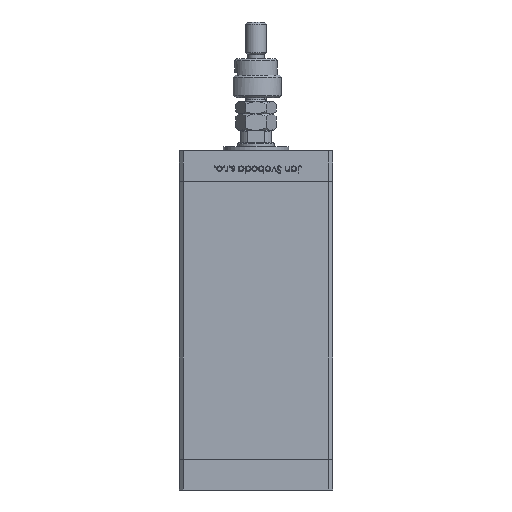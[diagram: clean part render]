
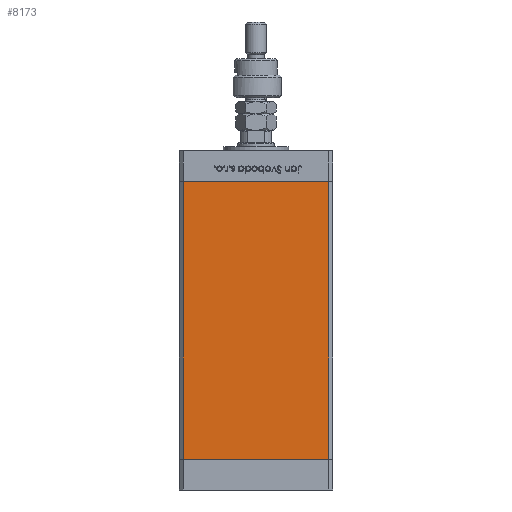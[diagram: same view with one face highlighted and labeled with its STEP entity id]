
A CAD part, front view. The second image highlights one B-rep face of the part: STEP entity #8173.
In plain terms, the highlighted planar face has unit normal (0, -1, 0).
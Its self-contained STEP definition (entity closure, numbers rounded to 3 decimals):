
#451 = VECTOR ( 'NONE', #25541, 1000. ) ;
#2304 = CARTESIAN_POINT ( 'NONE',  ( -35.5, -32.5, 136. ) ) ;
#4456 = VECTOR ( 'NONE', #22246, 1000. ) ;
#4487 = ORIENTED_EDGE ( 'NONE', *, *, #41955, .F. ) ;
#8173 = ADVANCED_FACE ( 'NONE', ( #28955 ), #33373, .F. ) ;
#8728 = LINE ( 'NONE', #29131, #451 ) ;
#10879 = CARTESIAN_POINT ( 'NONE',  ( 35.5, -32.5, 136. ) ) ;
#12541 = EDGE_CURVE ( 'NONE', #46160, #24132, #8728, .T. ) ;
#13305 = CARTESIAN_POINT ( 'NONE',  ( -35.5, -32.5, 0. ) ) ;
#13534 = VERTEX_POINT ( 'NONE', #10879 ) ;
#14406 = AXIS2_PLACEMENT_3D ( 'NONE', #41399, #20681, #24274 ) ;
#14484 = CARTESIAN_POINT ( 'NONE',  ( 35.5, -32.5, 136. ) ) ;
#15436 = VECTOR ( 'NONE', #17297, 1000. ) ;
#17297 = DIRECTION ( 'NONE',  ( 0., 0., -1. ) ) ;
#18076 = EDGE_CURVE ( 'NONE', #22387, #46160, #47861, .T. ) ;
#19253 = EDGE_CURVE ( 'NONE', #22387, #13534, #52553, .T. ) ;
#20681 = DIRECTION ( 'NONE',  ( 0., 1., 0. ) ) ;
#20952 = ORIENTED_EDGE ( 'NONE', *, *, #19253, .F. ) ;
#22246 = DIRECTION ( 'NONE',  ( 0., 0., -1. ) ) ;
#22274 = ORIENTED_EDGE ( 'NONE', *, *, #12541, .T. ) ;
#22387 = VERTEX_POINT ( 'NONE', #45687 ) ;
#24132 = VERTEX_POINT ( 'NONE', #47024 ) ;
#24274 = DIRECTION ( 'NONE',  ( 0., 0., 1. ) ) ;
#25541 = DIRECTION ( 'NONE',  ( 1., 0., 0. ) ) ;
#28955 = FACE_OUTER_BOUND ( 'NONE', #51185, .T. ) ;
#29131 = CARTESIAN_POINT ( 'NONE',  ( -35.5, -32.5, 0. ) ) ;
#29708 = CARTESIAN_POINT ( 'NONE',  ( -35.5, -32.5, 136. ) ) ;
#33373 = PLANE ( 'NONE',  #14406 ) ;
#39613 = LINE ( 'NONE', #14484, #4456 ) ;
#41399 = CARTESIAN_POINT ( 'NONE',  ( -35.5, -32.5, 136. ) ) ;
#41935 = VECTOR ( 'NONE', #48686, 1000. ) ;
#41955 = EDGE_CURVE ( 'NONE', #13534, #24132, #39613, .T. ) ;
#45687 = CARTESIAN_POINT ( 'NONE',  ( -35.5, -32.5, 136. ) ) ;
#46160 = VERTEX_POINT ( 'NONE', #13305 ) ;
#47024 = CARTESIAN_POINT ( 'NONE',  ( 35.5, -32.5, 0. ) ) ;
#47861 = LINE ( 'NONE', #29708, #15436 ) ;
#48686 = DIRECTION ( 'NONE',  ( 1., 0., 0. ) ) ;
#51185 = EDGE_LOOP ( 'NONE', ( #22274, #4487, #20952, #51429 ) ) ;
#51429 = ORIENTED_EDGE ( 'NONE', *, *, #18076, .T. ) ;
#52553 = LINE ( 'NONE', #2304, #41935 ) ;
